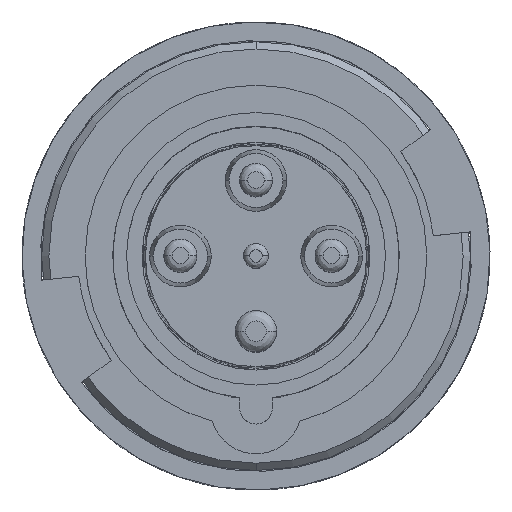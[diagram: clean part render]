
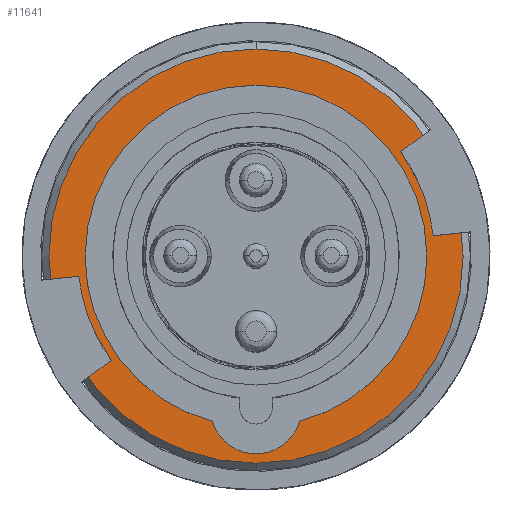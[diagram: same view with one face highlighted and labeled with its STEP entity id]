
A CAD part, top view. The second image highlights one B-rep face of the part: STEP entity #11641.
In plain terms, the highlighted face is planar.
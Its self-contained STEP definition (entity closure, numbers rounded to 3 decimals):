
#9397=CARTESIAN_POINT('',(0.,0.,0.));
#9398=DIRECTION('',(0.,0.,1.));
#9399=DIRECTION('',(0.,1.,0.));
#9400=AXIS2_PLACEMENT_3D('',#9397,#9398,#9399);
#9402=CARTESIAN_POINT('',(0.,0.,0.));
#9403=DIRECTION('',(0.,0.,1.));
#9404=DIRECTION('',(0.,-1.,0.));
#9405=AXIS2_PLACEMENT_3D('',#9402,#9403,#9404);
#9407=CARTESIAN_POINT('',(0.,-33.4,0.));
#9408=DIRECTION('',(0.,0.,-1.));
#9409=DIRECTION('',(1.,-0.022,0.));
#9410=AXIS2_PLACEMENT_3D('',#9407,#9408,#9409);
#9412=CARTESIAN_POINT('',(0.,0.,0.));
#9413=DIRECTION('',(0.,0.,-1.));
#9414=DIRECTION('',(-0.089,-0.996,0.));
#9415=AXIS2_PLACEMENT_3D('',#9412,#9413,#9414);
#9417=CARTESIAN_POINT('',(0.,0.,0.));
#9418=DIRECTION('',(0.,0.,-1.));
#9419=DIRECTION('',(0.,1.,0.));
#9420=AXIS2_PLACEMENT_3D('',#9417,#9418,#9419);
#11002=CARTESIAN_POINT('',(0.,33.6,0.));
#11003=VERTEX_POINT('',#11002);
#11004=CARTESIAN_POINT('',(-2.999,-33.466,
0.));
#11005=VERTEX_POINT('',#11004);
#11010=CARTESIAN_POINT('',(2.999,-33.466,
0.));
#11011=VERTEX_POINT('',#11010);
#11012=CARTESIAN_POINT('',(0.,50.,0.));
#11013=CARTESIAN_POINT('',(0.,-50.,0.));
#11014=VERTEX_POINT('',#11012);
#11015=VERTEX_POINT('',#11013);
#11625=CARTESIAN_POINT('',(0.,0.,0.));
#11626=DIRECTION('',(0.,0.,1.));
#11627=DIRECTION('',(0.,-1.,0.));
#11628=AXIS2_PLACEMENT_3D('',#11625,#11626,#11627);
#11629=PLANE('',#11628);
#11631=ORIENTED_EDGE('',*,*,#11630,.T.);
#11633=ORIENTED_EDGE('',*,*,#11632,.T.);
#11634=EDGE_LOOP('',(#11631,#11633));
#11635=FACE_OUTER_BOUND('',#11634,.F.);
#11636=ORIENTED_EDGE('',*,*,#11618,.T.);
#11637=ORIENTED_EDGE('',*,*,#11574,.T.);
#11638=ORIENTED_EDGE('',*,*,#11595,.T.);
#11639=EDGE_LOOP('',(#11636,#11637,#11638));
#11640=FACE_BOUND('',#11639,.F.);
#11641=ADVANCED_FACE('',(#11635,#11640),#11629,.F.);
#9401=CIRCLE('',#9400,50.);
#9406=CIRCLE('',#9405,50.);
#9411=CIRCLE('',#9410,3.);
#9416=CIRCLE('',#9415,33.6);
#9421=CIRCLE('',#9420,33.6);
#11574=EDGE_CURVE('',#11005,#11003,#9416,.T.);
#11595=EDGE_CURVE('',#11003,#11011,#9421,.T.);
#11618=EDGE_CURVE('',#11011,#11005,#9411,.T.);
#11630=EDGE_CURVE('',#11014,#11015,#9401,.T.);
#11632=EDGE_CURVE('',#11015,#11014,#9406,.T.);
